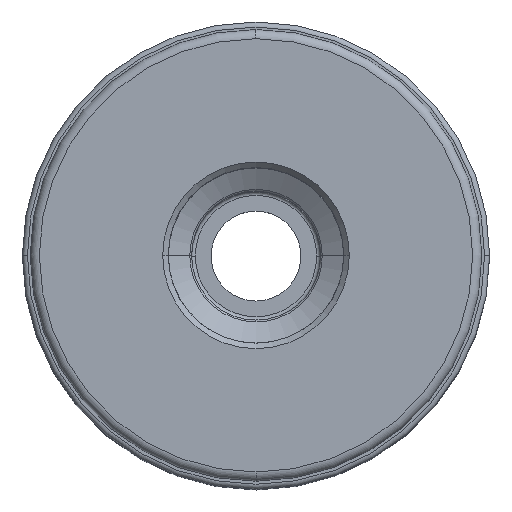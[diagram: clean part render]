
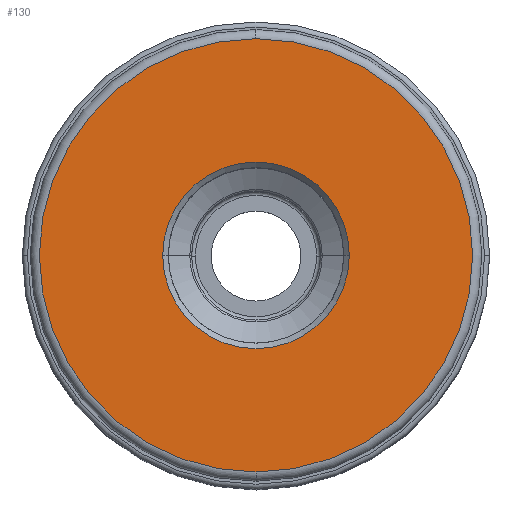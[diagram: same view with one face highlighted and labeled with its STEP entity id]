
A CAD part, top view. The second image highlights one B-rep face of the part: STEP entity #130.
In plain terms, the highlighted planar face has unit normal (0, 0, 1).
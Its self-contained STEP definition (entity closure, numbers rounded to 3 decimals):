
#73=PLANE('',#1347);
#81=FACE_BOUND('',#282,.T.);
#82=FACE_BOUND('',#283,.T.);
#130=ADVANCED_FACE('',(#81,#82),#73,.F.);
#282=EDGE_LOOP('',(#408,#409,#410,#411));
#283=EDGE_LOOP('',(#412,#413,#414,#415));
#408=ORIENTED_EDGE('',*,*,#828,.F.);
#409=ORIENTED_EDGE('',*,*,#829,.T.);
#410=ORIENTED_EDGE('',*,*,#830,.T.);
#411=ORIENTED_EDGE('',*,*,#831,.T.);
#412=ORIENTED_EDGE('',*,*,#832,.T.);
#413=ORIENTED_EDGE('',*,*,#833,.T.);
#414=ORIENTED_EDGE('',*,*,#834,.T.);
#415=ORIENTED_EDGE('',*,*,#835,.T.);
#702=VERTEX_POINT('',#2730);
#703=VERTEX_POINT('',#2731);
#704=VERTEX_POINT('',#2733);
#705=VERTEX_POINT('',#2735);
#706=VERTEX_POINT('',#2738);
#707=VERTEX_POINT('',#2739);
#708=VERTEX_POINT('',#2741);
#709=VERTEX_POINT('',#2743);
#828=EDGE_CURVE('',#702,#703,#1003,.T.);
#829=EDGE_CURVE('',#702,#704,#1004,.T.);
#830=EDGE_CURVE('',#704,#705,#1005,.T.);
#831=EDGE_CURVE('',#705,#703,#1006,.T.);
#832=EDGE_CURVE('',#706,#707,#1007,.T.);
#833=EDGE_CURVE('',#707,#708,#1008,.T.);
#834=EDGE_CURVE('',#708,#709,#1009,.T.);
#835=EDGE_CURVE('',#709,#706,#1010,.T.);
#1003=CIRCLE('',#1339,47.1);
#1004=CIRCLE('',#1340,47.1);
#1005=CIRCLE('',#1341,47.1);
#1006=CIRCLE('',#1342,47.1);
#1007=CIRCLE('',#1343,20.285);
#1008=CIRCLE('',#1344,20.285);
#1009=CIRCLE('',#1345,20.285);
#1010=CIRCLE('',#1346,20.285);
#1339=AXIS2_PLACEMENT_3D('',#2729,#1599,#1600);
#1340=AXIS2_PLACEMENT_3D('',#2732,#1601,#1602);
#1341=AXIS2_PLACEMENT_3D('',#2734,#1603,#1604);
#1342=AXIS2_PLACEMENT_3D('',#2736,#1605,#1606);
#1343=AXIS2_PLACEMENT_3D('',#2737,#1607,#1608);
#1344=AXIS2_PLACEMENT_3D('',#2740,#1609,#1610);
#1345=AXIS2_PLACEMENT_3D('',#2742,#1611,#1612);
#1346=AXIS2_PLACEMENT_3D('',#2744,#1613,#1614);
#1347=AXIS2_PLACEMENT_3D('',#2745,#1615,#1616);
#1599=DIRECTION('',(0.,0.,-1.));
#1600=DIRECTION('',(0.,-1.,0.));
#1601=DIRECTION('',(0.,0.,1.));
#1602=DIRECTION('',(0.,1.,0.));
#1603=DIRECTION('',(0.,0.,1.));
#1604=DIRECTION('',(0.,1.,0.));
#1605=DIRECTION('',(0.,0.,1.));
#1606=DIRECTION('',(0.,-1.,0.));
#1607=DIRECTION('',(0.,0.,-1.));
#1608=DIRECTION('',(0.,-1.,0.));
#1609=DIRECTION('',(0.,0.,-1.));
#1610=DIRECTION('',(-1.,0.,0.));
#1611=DIRECTION('',(0.,0.,-1.));
#1612=DIRECTION('',(0.,1.,0.));
#1613=DIRECTION('',(0.,0.,-1.));
#1614=DIRECTION('',(1.,0.,0.));
#1615=DIRECTION('',(0.,0.,-1.));
#1616=DIRECTION('',(0.,-1.,0.));
#2729=CARTESIAN_POINT('',(0.,0.,0.));
#2730=CARTESIAN_POINT('',(0.,47.1,0.));
#2731=CARTESIAN_POINT('',(0.015,-47.1,0.));
#2732=CARTESIAN_POINT('',(0.,0.,0.));
#2733=CARTESIAN_POINT('',(-0.015,47.1,0.));
#2734=CARTESIAN_POINT('',(0.,0.,0.));
#2735=CARTESIAN_POINT('',(0.,-47.1,0.));
#2736=CARTESIAN_POINT('',(0.,0.,0.));
#2737=CARTESIAN_POINT('',(0.,0.,0.));
#2738=CARTESIAN_POINT('',(0.,-20.285,0.));
#2739=CARTESIAN_POINT('',(-20.285,0.,0.));
#2740=CARTESIAN_POINT('',(0.,0.,0.));
#2741=CARTESIAN_POINT('',(0.,20.285,0.));
#2742=CARTESIAN_POINT('',(0.,0.,0.));
#2743=CARTESIAN_POINT('',(20.285,0.,0.));
#2744=CARTESIAN_POINT('',(0.,0.,0.));
#2745=CARTESIAN_POINT('',(0.,0.,0.));
